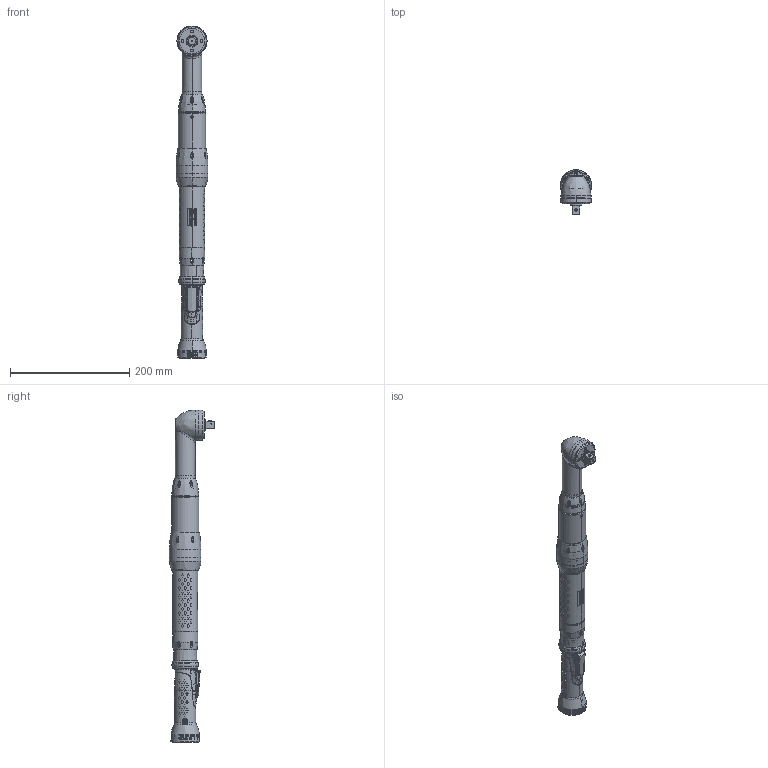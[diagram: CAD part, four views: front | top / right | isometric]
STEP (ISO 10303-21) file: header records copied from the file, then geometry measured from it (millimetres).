
FILE_DESCRIPTION((''),'2;1');
FILE_NAME('8433206012_ASM','2016-05-23T',('TOOcsr'),(''),'CREO PARAMETRIC BY PTC INC, 2015380','CREO PARAMETRIC BY PTC INC, 2015380','');
FILE_SCHEMA(('CONFIG_CONTROL_DESIGN','GEOMETRIC_VALIDATION_PROPERTIES_MIM'));
Length unit declared in the file: millimetre
Products named in the file (44): 4220232200; 4220241310; 4220241380_ASM; 4220230300; 4222011600; 4220502200; 4220247180_ASM; 4220502203; 4220247382_ASM; 4220247384_ASM; 4220247383_ASM; 4220247381_ASM; 4220230086_ASM; 4220232310; 4220249500_SPEC; 4220232380_ASM; 4220232603; 4220261601; 4220125604; 4220232683_ASM; 4220232402; 4220232100; 4224230103_ASM; 4220237107_OLD; 4220293700; 4220293480_ASM; 4220366280_ASM; 4220293200; 4224210800_ASM; 4220292900; 4224221700_ASM; 4220292711; 4220350335; 4220342863_ASM; 4090037300; 4210445000; 4220342700; 4250101200; 0108112400; 4224250902_ASM ...
Assembly tree (48 placements, depth 5):
  8433206012_ASM
    4224230103_ASM
      4220232200
      4220241380_ASM
        4220241310
      4220230086_ASM
        4220230300
        4222011600
        4220247180_ASM
          4220502200
        4220247382_ASM
          4220502203  x2
        4220247384_ASM
          4220502203
        4220247383_ASM
          4220502203
        4220247381_ASM
          4220502203
      4220232380_ASM
        4220232310
        4220249500_SPEC
      4220232683_ASM
        4220232603
        4220261601
        4220125604  x2
      4220232402
      4220232100
    4224210800_ASM
      4220366280_ASM
        4220293480_ASM
          4220237107_OLD
          4220293700
      4220293200
    4224221700_ASM
      4220292900
    4224250902_ASM
      4220292711
      4220342863_ASM
        4220350335
      4090037300
      4210445000
      4220342700
      4250101200
      0108112400
    4220240500
    4220292800
    4220293000
Bounding box: 53 x 75.8 x 557.65 mm (x, y, z)
Volume: 255446 mm3; surface area: 214623.3 mm2
Topology: 32 solids, 33 shells, 4840 faces, 12617 edges, 8131 vertices
Faces by surface type: plane 1763, bspline 1204, cylinder 888, cone 547, extrusion 204, torus 199, sphere 18, revolution 17
Entity records: 236072 total; most frequent: CARTESIAN_POINT 100730, ORIENTED_EDGE 22770, DIRECTION 15796, EDGE_CURVE 11385, PRESENTATION_STYLE_ASSIGNMENT 11198, STYLED_ITEM 11156, CURVE_STYLE 10698, VERTEX_POINT 7383
